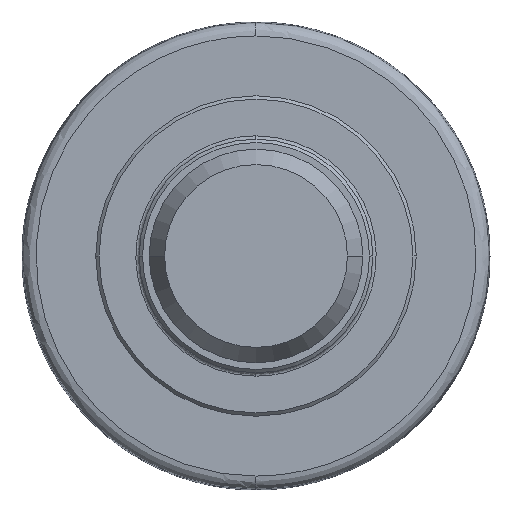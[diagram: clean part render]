
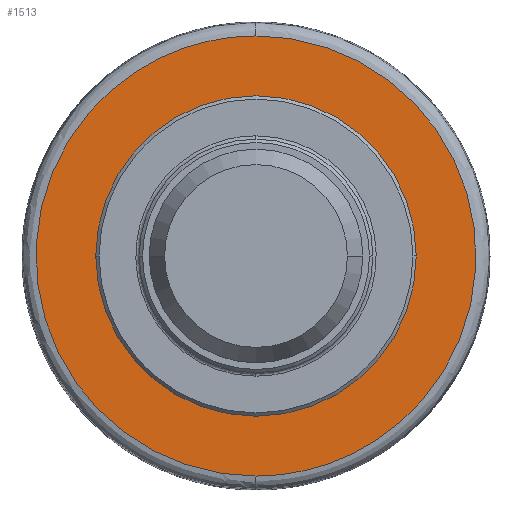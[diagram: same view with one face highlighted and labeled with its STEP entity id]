
A CAD part, left-side view. The second image highlights one B-rep face of the part: STEP entity #1513.
In plain terms, the highlighted planar face has unit normal (-1, 0, 0).
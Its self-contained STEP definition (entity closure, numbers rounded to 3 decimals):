
#12 = EDGE_CURVE ( 'NONE', #635, #634, #1866, .T. ) ;
#53 = EDGE_CURVE ( 'NONE', #600, #581, #2233, .T. ) ;
#269 = EDGE_LOOP ( 'NONE', ( #456, #457 ) ) ;
#304 = EDGE_LOOP ( 'NONE', ( #458, #459 ) ) ;
#456 = ORIENTED_EDGE ( 'NONE', *, *, #12, .T. ) ;
#457 = ORIENTED_EDGE ( 'NONE', *, *, #1640, .T. ) ;
#458 = ORIENTED_EDGE ( 'NONE', *, *, #1641, .F. ) ;
#459 = ORIENTED_EDGE ( 'NONE', *, *, #53, .F. ) ;
#581 = VERTEX_POINT ( 'NONE', #1099 ) ;
#600 = VERTEX_POINT ( 'NONE', #1117 ) ;
#634 = VERTEX_POINT ( 'NONE', #1151 ) ;
#635 = VERTEX_POINT ( 'NONE', #1152 ) ;
#738 = CARTESIAN_POINT ( 'NONE',  ( 18.5, 0., 0. ) ) ;
#739 = DIRECTION ( 'NONE',  ( 1., 0., 0. ) ) ;
#740 = DIRECTION ( 'NONE',  ( 0., 1., 0. ) ) ;
#858 = CARTESIAN_POINT ( 'NONE',  ( 18.5, 0., 32.959 ) ) ;
#862 = CARTESIAN_POINT ( 'NONE',  ( 18.5, -65.919, 32.959 ) ) ;
#863 = CARTESIAN_POINT ( 'NONE',  ( 18.5, -65.919, -32.959 ) ) ;
#864 = CARTESIAN_POINT ( 'NONE',  ( 18.5, 0., -32.959 ) ) ;
#1099 = CARTESIAN_POINT ( 'NONE',  ( 18.5, 0., -32.959 ) ) ;
#1117 = CARTESIAN_POINT ( 'NONE',  ( 18.5, 0., 32.959 ) ) ;
#1151 = CARTESIAN_POINT ( 'NONE',  ( 18.5, -24., 0. ) ) ;
#1152 = CARTESIAN_POINT ( 'NONE',  ( 18.5, 24., 0. ) ) ;
#1306 = CARTESIAN_POINT ( 'NONE',  ( 18.5, 31.059, 0. ) ) ;
#1312 = PLANE ( 'NONE',  #1715 ) ;
#1313 = DIRECTION ( 'NONE',  ( -1., 0., 0. ) ) ;
#1314 = DIRECTION ( 'NONE',  ( 0., 0., 1. ) ) ;
#1513 = ADVANCED_FACE ( 'NONE', ( #1993, #1987 ), #1312, .T. ) ;
#1640 = EDGE_CURVE ( 'NONE', #634, #635, #2183, .T. ) ;
#1641 = EDGE_CURVE ( 'NONE', #581, #600, #2241, .T. ) ;
#1651 = AXIS2_PLACEMENT_3D ( 'NONE', #738, #739, #740 ) ;
#1715 = AXIS2_PLACEMENT_3D ( 'NONE', #1306, #1313, #1314 ) ;
#1827 = AXIS2_PLACEMENT_3D ( 'NONE', #2651, #2657, #2658 ) ;
#1866 = CIRCLE ( 'NONE', #1651, 24. ) ;
#1987 = FACE_OUTER_BOUND ( 'NONE', #304, .T. ) ;
#1993 = FACE_BOUND ( 'NONE', #269, .T. ) ;
#2183 = CIRCLE ( 'NONE', #1827, 24. ) ;
#2233 =( BOUNDED_CURVE ( )  B_SPLINE_CURVE ( 3, ( #858, #862, #863, #864 ),
 .UNSPECIFIED., .F., .F. ) 
 B_SPLINE_CURVE_WITH_KNOTS ( ( 4, 4 ),
 ( 0.25, 0.75 ),
 .UNSPECIFIED. ) 
 CURVE ( )  GEOMETRIC_REPRESENTATION_ITEM ( )  RATIONAL_B_SPLINE_CURVE ( ( 1., 0.333, 0.333, 1. ) ) 
 REPRESENTATION_ITEM ( '' )  );
#2241 =( BOUNDED_CURVE ( )  B_SPLINE_CURVE ( 3, ( #2656, #2661, #2662, #2663 ),
 .UNSPECIFIED., .F., .T. ) 
 B_SPLINE_CURVE_WITH_KNOTS ( ( 4, 4 ),
 ( 0.75, 1.25 ),
 .UNSPECIFIED. ) 
 CURVE ( )  GEOMETRIC_REPRESENTATION_ITEM ( )  RATIONAL_B_SPLINE_CURVE ( ( 1., 0.333, 0.333, 1. ) ) 
 REPRESENTATION_ITEM ( '' )  );
#2651 = CARTESIAN_POINT ( 'NONE',  ( 18.5, 0., 0. ) ) ;
#2656 = CARTESIAN_POINT ( 'NONE',  ( 18.5, 0., -32.959 ) ) ;
#2657 = DIRECTION ( 'NONE',  ( 1., 0., 0. ) ) ;
#2658 = DIRECTION ( 'NONE',  ( 0., 1., 0. ) ) ;
#2661 = CARTESIAN_POINT ( 'NONE',  ( 18.5, 65.919, -32.959 ) ) ;
#2662 = CARTESIAN_POINT ( 'NONE',  ( 18.5, 65.919, 32.959 ) ) ;
#2663 = CARTESIAN_POINT ( 'NONE',  ( 18.5, 0., 32.959 ) ) ;
